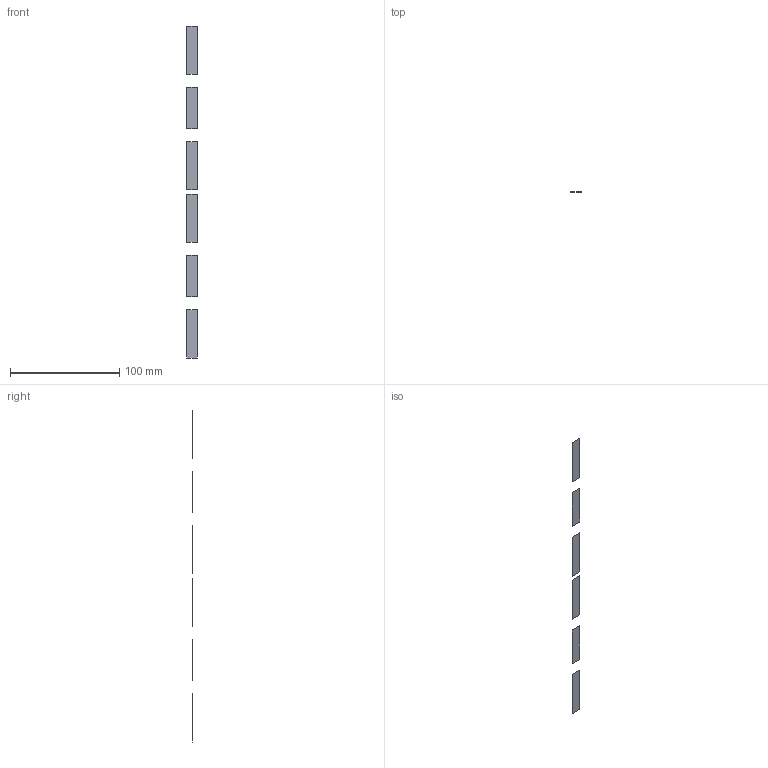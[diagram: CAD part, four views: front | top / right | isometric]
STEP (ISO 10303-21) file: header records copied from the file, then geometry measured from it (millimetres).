
FILE_DESCRIPTION(('STEP AP214'),'1');
FILE_NAME('Conductor.stp','2023-03-27T14:08:09',('Joris'),(' '),'Spatial InterOp 3D','CST ACIS InterOp Converter 2021',' ');
FILE_SCHEMA(('AUTOMOTIVE_DESIGN { 1 0 10303 214 1 1 1 1 }'));
Length unit declared in the file: millimetre
Products named in the file (1): Fractionated Dipole/FractionatedDipole|FractionatedDipole
Bounding box: 10 x 0 x 304 mm (x, y, z)
Surface area: 2520 mm2 (no closed solid volume)
Topology: 0 solids, 6 shells, 6 faces, 24 edges, 24 vertices
Faces by surface type: plane 6
Entity records: 273 total; most frequent: CARTESIAN_POINT 55, DIRECTION 38, ORIENTED_EDGE 24, EDGE_CURVE 24, VERTEX_POINT 24, LINE 24, VECTOR 24, AXIS2_PLACEMENT_3D 7
